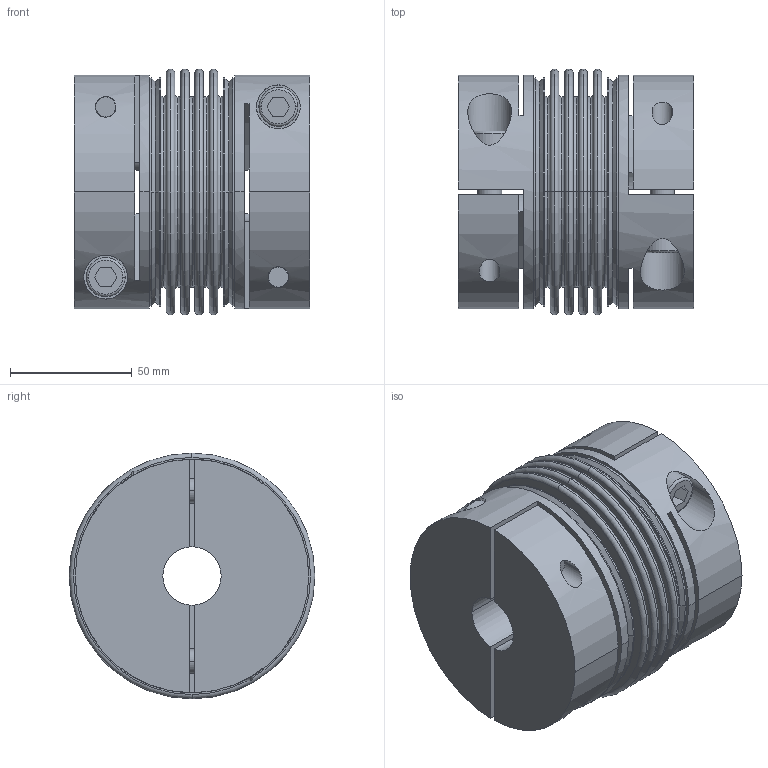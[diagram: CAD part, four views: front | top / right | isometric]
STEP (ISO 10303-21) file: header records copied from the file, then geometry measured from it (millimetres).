
FILE_DESCRIPTION(('STEP AP214'),'1');
FILE_NAME('ha-co_products_mkj-s-200_-_24h7_-_24h7.stp','2019-08-20T05:07:07',('TraceParts'),('TraceParts S.A.'),'Spatial InterOp 3D',' ',' ');
FILE_SCHEMA(('AUTOMOTIVE_DESIGN { 1 0 10303 214 1 1 1 1 }'));
Length unit declared in the file: millimetre
Products named in the file (1): ha-co_products_mkj-s-200_-_24h7_-_24h7
Bounding box: 97 x 101 x 101 mm (x, y, z)
Volume: 449731.5 mm3; surface area: 151532.3 mm2
Topology: 1 solids, 1 shells, 258 faces, 626 edges, 410 vertices
Faces by surface type: plane 86, torus 84, cylinder 72, cone 16
Entity records: 10348 total; most frequent: CARTESIAN_POINT 1831, DIRECTION 1526, ORIENTED_EDGE 1252, AXIS2_PLACEMENT_3D 665, EDGE_CURVE 626, VERTEX_POINT 410, CIRCLE 406, EDGE_LOOP 308
